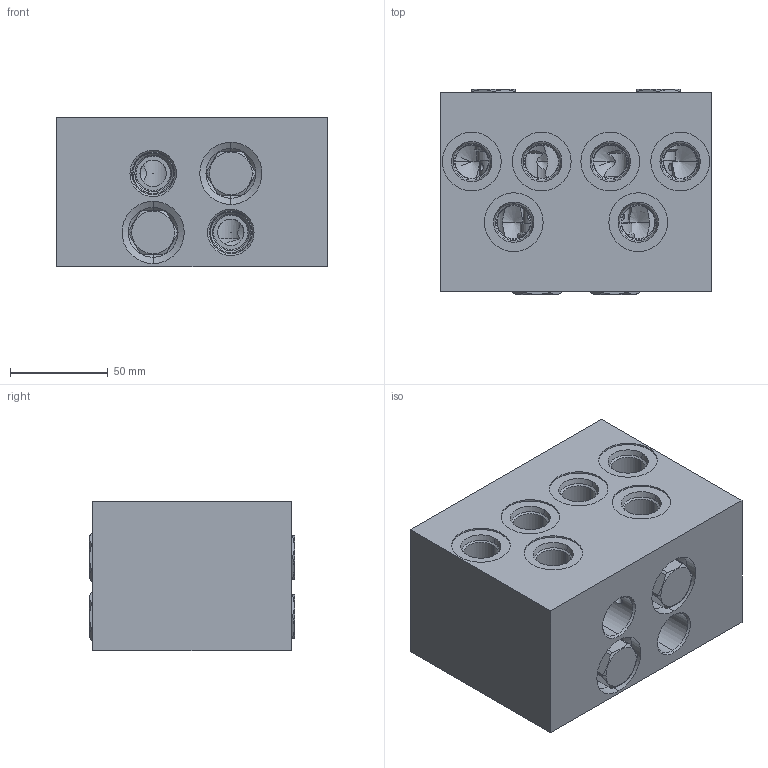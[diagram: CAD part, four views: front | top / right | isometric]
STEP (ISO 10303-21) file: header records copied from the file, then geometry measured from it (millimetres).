
FILE_DESCRIPTION((''),'2;1');
FILE_NAME('E9J_ASM','2021-06-02T',('ProEService'),(''),'PRO/ENGINEER BY PARAMETRIC TECHNOLOGY CORPORATION, 2014200','PRO/ENGINEER BY PARAMETRIC TECHNOLOGY CORPORATION, 2014200','');
FILE_SCHEMA(('CONFIG_CONTROL_DESIGN'));
Length unit declared in the file: inch
Products named in the file (3): 151-608-003; CXCDXCN; E9J_ASM
Assembly tree (5 placements, depth 2):
  E9J_ASM
    151-608-003
    CXCDXCN  x4
Bounding box: 138.13 x 104.75 x 76.2 mm (x, y, z)
Volume: 858063.3 mm3; surface area: 139668.9 mm2
Topology: 13 solids, 13 shells, 1015 faces, 3045 edges, 2273 vertices
Faces by surface type: cylinder 409, cone 284, plane 186, torus 88, revolution 32, sphere 16
Entity records: 23669 total; most frequent: CARTESIAN_POINT 7758, DIRECTION 3389, ORIENTED_EDGE 2626, EDGE_CURVE 1313, AXIS2_PLACEMENT_3D 1160, VECTOR 1061, LINE 1061, VERTEX_POINT 787
